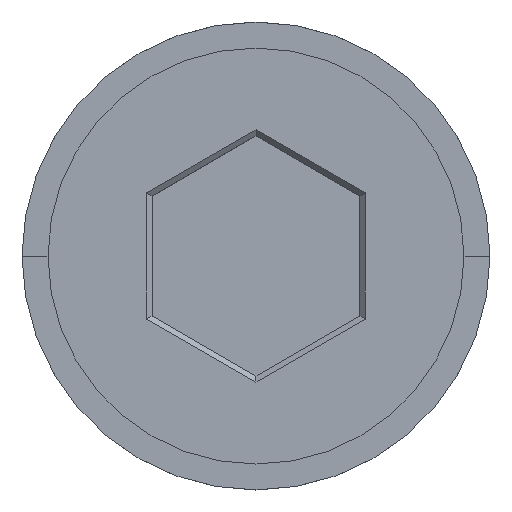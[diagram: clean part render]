
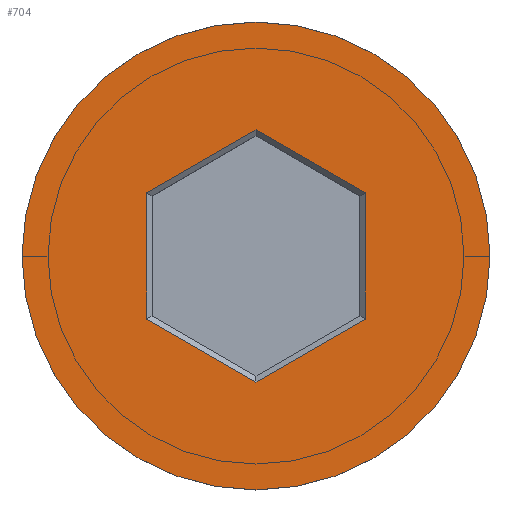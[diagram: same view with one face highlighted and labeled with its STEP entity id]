
A CAD part, top view. The second image highlights one B-rep face of the part: STEP entity #704.
In plain terms, the highlighted planar face has unit normal (0, 0, 1).
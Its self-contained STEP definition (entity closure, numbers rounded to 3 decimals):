
#2 = VECTOR ( 'NONE', #1425, 1000. ) ;
#47 = LINE ( 'NONE', #551, #2 ) ;
#56 = DIRECTION ( 'NONE',  ( 0., 0., 1. ) ) ;
#70 = EDGE_CURVE ( 'NONE', #1365, #783, #991, .T. ) ;
#125 = PLANE ( 'NONE',  #993 ) ;
#131 = ORIENTED_EDGE ( 'NONE', *, *, #221, .T. ) ;
#143 = CARTESIAN_POINT ( 'NONE',  ( 0., 2.425, 0. ) ) ;
#151 = VERTEX_POINT ( 'NONE', #723 ) ;
#156 = DIRECTION ( 'NONE',  ( 0.866, -0.5, 0. ) ) ;
#182 = EDGE_LOOP ( 'NONE', ( #1366, #965, #131, #1110, #548, #445 ) ) ;
#183 = CARTESIAN_POINT ( 'NONE',  ( -4.5, 0., 0. ) ) ;
#184 = VECTOR ( 'NONE', #156, 1000. ) ;
#221 = EDGE_CURVE ( 'NONE', #902, #647, #1251, .T. ) ;
#283 = DIRECTION ( 'NONE',  ( 0., 1., 0. ) ) ;
#308 = DIRECTION ( 'NONE',  ( 1., 0., 0. ) ) ;
#340 = ORIENTED_EDGE ( 'NONE', *, *, #70, .T. ) ;
#346 = CARTESIAN_POINT ( 'NONE',  ( -2.1, -1.212, 0. ) ) ;
#350 = EDGE_CURVE ( 'NONE', #717, #1245, #446, .T. ) ;
#375 = CARTESIAN_POINT ( 'NONE',  ( 0., 0., 0. ) ) ;
#397 = VECTOR ( 'NONE', #744, 1000. ) ;
#429 = AXIS2_PLACEMENT_3D ( 'NONE', #375, #771, #493 ) ;
#444 = CARTESIAN_POINT ( 'NONE',  ( -2.05, -1.241, 0. ) ) ;
#445 = ORIENTED_EDGE ( 'NONE', *, *, #926, .T. ) ;
#446 = LINE ( 'NONE', #677, #765 ) ;
#493 = DIRECTION ( 'NONE',  ( 1., 0., 0. ) ) ;
#504 = CARTESIAN_POINT ( 'NONE',  ( 0., 0., 0. ) ) ;
#515 = DIRECTION ( 'NONE',  ( 1., 0., 0. ) ) ;
#541 = VERTEX_POINT ( 'NONE', #1215 ) ;
#548 = ORIENTED_EDGE ( 'NONE', *, *, #1185, .T. ) ;
#551 = CARTESIAN_POINT ( 'NONE',  ( -0.05, 2.396, 0. ) ) ;
#579 = CIRCLE ( 'NONE', #429, 4.5 ) ;
#583 = DIRECTION ( 'NONE',  ( 0., -1., 0. ) ) ;
#647 = VERTEX_POINT ( 'NONE', #865 ) ;
#671 = LINE ( 'NONE', #1591, #397 ) ;
#674 = EDGE_CURVE ( 'NONE', #647, #151, #984, .T. ) ;
#677 = CARTESIAN_POINT ( 'NONE',  ( -2.1, 1.155, 0. ) ) ;
#704 = ADVANCED_FACE ( 'NONE', ( #1605, #1575 ), #125, .T. ) ;
#717 = VERTEX_POINT ( 'NONE', #346 ) ;
#723 = CARTESIAN_POINT ( 'NONE',  ( 2.1, -1.212, 0. ) ) ;
#744 = DIRECTION ( 'NONE',  ( -0.866, -0.5, 0. ) ) ;
#754 = CARTESIAN_POINT ( 'NONE',  ( 2.1, -1.155, 0. ) ) ;
#765 = VECTOR ( 'NONE', #283, 1000. ) ;
#771 = DIRECTION ( 'NONE',  ( 0., 0., 1. ) ) ;
#783 = VERTEX_POINT ( 'NONE', #1494 ) ;
#854 = DIRECTION ( 'NONE',  ( 0., 0., 1. ) ) ;
#865 = CARTESIAN_POINT ( 'NONE',  ( 2.1, 1.212, 0. ) ) ;
#868 = EDGE_CURVE ( 'NONE', #1245, #902, #47, .T. ) ;
#902 = VERTEX_POINT ( 'NONE', #143 ) ;
#926 = EDGE_CURVE ( 'NONE', #541, #717, #1533, .T. ) ;
#940 = DIRECTION ( 'NONE',  ( -0.866, 0.5, 0. ) ) ;
#952 = EDGE_LOOP ( 'NONE', ( #1565, #340 ) ) ;
#965 = ORIENTED_EDGE ( 'NONE', *, *, #868, .T. ) ;
#967 = VECTOR ( 'NONE', #583, 1000. ) ;
#984 = LINE ( 'NONE', #754, #967 ) ;
#991 = CIRCLE ( 'NONE', #1115, 4.5 ) ;
#993 = AXIS2_PLACEMENT_3D ( 'NONE', #504, #854, #515 ) ;
#1059 = CARTESIAN_POINT ( 'NONE',  ( -2.1, 1.212, 0. ) ) ;
#1110 = ORIENTED_EDGE ( 'NONE', *, *, #674, .T. ) ;
#1115 = AXIS2_PLACEMENT_3D ( 'NONE', #1171, #56, #308 ) ;
#1151 = VECTOR ( 'NONE', #940, 1000. ) ;
#1171 = CARTESIAN_POINT ( 'NONE',  ( 0., 0., 0. ) ) ;
#1185 = EDGE_CURVE ( 'NONE', #151, #541, #671, .T. ) ;
#1215 = CARTESIAN_POINT ( 'NONE',  ( 0., -2.425, 0. ) ) ;
#1242 = CARTESIAN_POINT ( 'NONE',  ( 2.05, 1.241, 0. ) ) ;
#1245 = VERTEX_POINT ( 'NONE', #1059 ) ;
#1251 = LINE ( 'NONE', #1242, #184 ) ;
#1365 = VERTEX_POINT ( 'NONE', #183 ) ;
#1366 = ORIENTED_EDGE ( 'NONE', *, *, #350, .T. ) ;
#1425 = DIRECTION ( 'NONE',  ( 0.866, 0.5, 0. ) ) ;
#1494 = CARTESIAN_POINT ( 'NONE',  ( 4.5, 0., 0. ) ) ;
#1533 = LINE ( 'NONE', #444, #1151 ) ;
#1564 = EDGE_CURVE ( 'NONE', #783, #1365, #579, .T. ) ;
#1565 = ORIENTED_EDGE ( 'NONE', *, *, #1564, .T. ) ;
#1575 = FACE_OUTER_BOUND ( 'NONE', #952, .T. ) ;
#1591 = CARTESIAN_POINT ( 'NONE',  ( 0.05, -2.396, 0. ) ) ;
#1605 = FACE_BOUND ( 'NONE', #182, .T. ) ;
